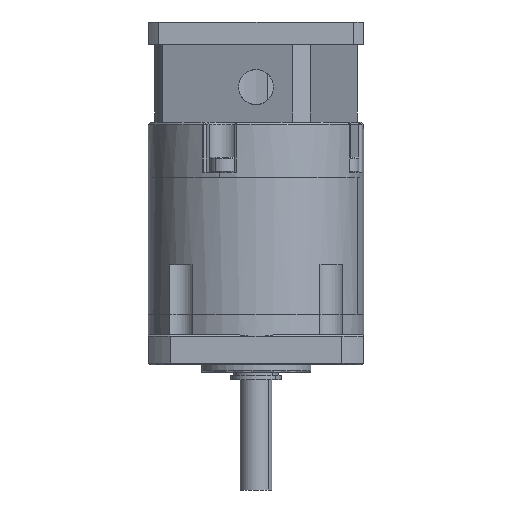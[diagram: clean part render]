
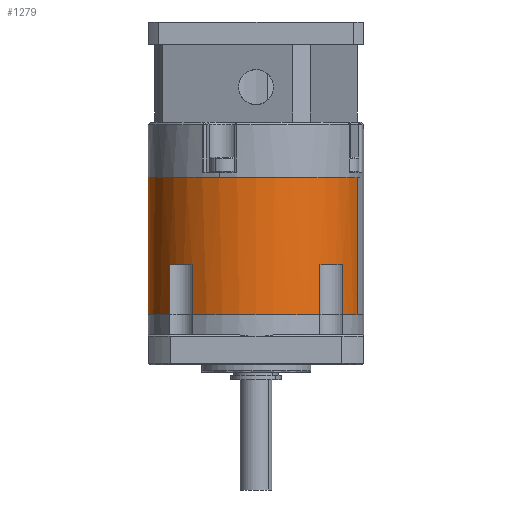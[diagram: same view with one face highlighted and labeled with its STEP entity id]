
A CAD part, left-side view. The second image highlights one B-rep face of the part: STEP entity #1279.
In plain terms, the highlighted cylindrical face has radius 21.5 mm (diameter 43 mm), a partial arc.
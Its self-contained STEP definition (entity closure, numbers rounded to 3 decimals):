
#121 = VERTEX_POINT ( 'NONE', #10543 ) ;
#164 = VERTEX_POINT ( 'NONE', #7556 ) ;
#173 = EDGE_CURVE ( 'NONE', #4716, #5574, #4091, .T. ) ;
#388 = CARTESIAN_POINT ( 'NONE',  ( -7.353, -20.203, 37.5 ) ) ;
#581 = DIRECTION ( 'NONE',  ( -0.342, -0.94, 0. ) ) ;
#768 = CARTESIAN_POINT ( 'NONE',  ( -17.288, -12.781, 15. ) ) ;
#915 = ORIENTED_EDGE ( 'NONE', *, *, #173, .T. ) ;
#1010 = AXIS2_PLACEMENT_3D ( 'NONE', #7087, #4107, #2091 ) ;
#1039 = CIRCLE ( 'NONE', #2072, 21.5 ) ;
#1055 = VERTEX_POINT ( 'NONE', #7946 ) ;
#1279 = ADVANCED_FACE ( 'NONE', ( #10830 ), #2792, .T. ) ;
#1379 = AXIS2_PLACEMENT_3D ( 'NONE', #2610, #9659, #3623 ) ;
#1408 = ORIENTED_EDGE ( 'NONE', *, *, #3461, .T. ) ;
#1471 = LINE ( 'NONE', #768, #4456 ) ;
#1473 = VECTOR ( 'NONE', #6422, 1000. ) ;
#2052 = ORIENTED_EDGE ( 'NONE', *, *, #6727, .T. ) ;
#2072 = AXIS2_PLACEMENT_3D ( 'NONE', #3534, #10592, #4550 ) ;
#2088 = EDGE_CURVE ( 'NONE', #8465, #8435, #2942, .T. ) ;
#2091 = DIRECTION ( 'NONE',  ( 0.342, 0.94, 0. ) ) ;
#2389 = CARTESIAN_POINT ( 'NONE',  ( -12.781, 17.288, 10. ) ) ;
#2610 = CARTESIAN_POINT ( 'NONE',  ( 0., 0., 10. ) ) ;
#2612 = VERTEX_POINT ( 'NONE', #4127 ) ;
#2688 = EDGE_CURVE ( 'NONE', #12143, #121, #4953, .T. ) ;
#2792 = CYLINDRICAL_SURFACE ( 'NONE', #1010, 21.5 ) ;
#2942 = CIRCLE ( 'NONE', #5653, 21.5 ) ;
#3038 = EDGE_CURVE ( 'NONE', #12143, #164, #9220, .T. ) ;
#3039 = EDGE_CURVE ( 'NONE', #1055, #5873, #1471, .T. ) ;
#3461 = EDGE_CURVE ( 'NONE', #3712, #8435, #12682, .T. ) ;
#3514 = CIRCLE ( 'NONE', #10359, 21.5 ) ;
#3534 = CARTESIAN_POINT ( 'NONE',  ( 0., 0., 20. ) ) ;
#3558 = ORIENTED_EDGE ( 'NONE', *, *, #2088, .F. ) ;
#3623 = DIRECTION ( 'NONE',  ( -0.342, -0.94, 0. ) ) ;
#3712 = VERTEX_POINT ( 'NONE', #2389 ) ;
#3749 = VERTEX_POINT ( 'NONE', #8503 ) ;
#3842 = VECTOR ( 'NONE', #9840, 1000. ) ;
#3851 = ORIENTED_EDGE ( 'NONE', *, *, #4479, .T. ) ;
#4091 = CIRCLE ( 'NONE', #4963, 21.5 ) ;
#4107 = DIRECTION ( 'NONE',  ( 0., 0., -1. ) ) ;
#4127 = CARTESIAN_POINT ( 'NONE',  ( -12.781, -17.288, 20. ) ) ;
#4253 = CARTESIAN_POINT ( 'NONE',  ( -17.288, 12.781, 20. ) ) ;
#4425 = CARTESIAN_POINT ( 'NONE',  ( 0., 0., 10. ) ) ;
#4433 = CARTESIAN_POINT ( 'NONE',  ( -7.353, -20.203, 10. ) ) ;
#4456 = VECTOR ( 'NONE', #4793, 1000. ) ;
#4479 = EDGE_CURVE ( 'NONE', #8465, #3749, #4519, .T. ) ;
#4519 = LINE ( 'NONE', #5018, #12284 ) ;
#4550 = DIRECTION ( 'NONE',  ( 0.342, 0.94, 0. ) ) ;
#4716 = VERTEX_POINT ( 'NONE', #11619 ) ;
#4793 = DIRECTION ( 'NONE',  ( 0., 0., 1. ) ) ;
#4953 = CIRCLE ( 'NONE', #12590, 21.5 ) ;
#4963 = AXIS2_PLACEMENT_3D ( 'NONE', #12651, #6599, #581 ) ;
#5018 = CARTESIAN_POINT ( 'NONE',  ( -17.288, 12.781, 15. ) ) ;
#5042 = ORIENTED_EDGE ( 'NONE', *, *, #3039, .T. ) ;
#5251 = CARTESIAN_POINT ( 'NONE',  ( 0., 0., 37.5 ) ) ;
#5411 = ORIENTED_EDGE ( 'NONE', *, *, #5850, .F. ) ;
#5451 = DIRECTION ( 'NONE',  ( -0.342, -0.94, 0. ) ) ;
#5562 = DIRECTION ( 'NONE',  ( 0., 0., -1. ) ) ;
#5574 = VERTEX_POINT ( 'NONE', #4433 ) ;
#5653 = AXIS2_PLACEMENT_3D ( 'NONE', #11615, #5562, #12627 ) ;
#5850 = EDGE_CURVE ( 'NONE', #2612, #5873, #1039, .T. ) ;
#5873 = VERTEX_POINT ( 'NONE', #6572 ) ;
#6022 = ORIENTED_EDGE ( 'NONE', *, *, #3038, .T. ) ;
#6267 = DIRECTION ( 'NONE',  ( -0.342, -0.94, 0. ) ) ;
#6352 = VECTOR ( 'NONE', #11214, 1000. ) ;
#6422 = DIRECTION ( 'NONE',  ( 0., 0., -1. ) ) ;
#6572 = CARTESIAN_POINT ( 'NONE',  ( -17.288, -12.781, 20. ) ) ;
#6599 = DIRECTION ( 'NONE',  ( 0., 0., 1. ) ) ;
#6727 = EDGE_CURVE ( 'NONE', #2612, #4716, #11724, .T. ) ;
#6793 = CARTESIAN_POINT ( 'NONE',  ( 7.353, 20.203, 37.5 ) ) ;
#7001 = DIRECTION ( 'NONE',  ( 0., 0., 1. ) ) ;
#7025 = DIRECTION ( 'NONE',  ( 0., 0., -1. ) ) ;
#7087 = CARTESIAN_POINT ( 'NONE',  ( 0., 0., 37.5 ) ) ;
#7138 = ORIENTED_EDGE ( 'NONE', *, *, #7793, .T. ) ;
#7168 = ORIENTED_EDGE ( 'NONE', *, *, #2688, .F. ) ;
#7556 = CARTESIAN_POINT ( 'NONE',  ( 7.353, 20.203, 10. ) ) ;
#7769 = EDGE_CURVE ( 'NONE', #121, #5574, #11572, .T. ) ;
#7793 = EDGE_CURVE ( 'NONE', #164, #3712, #3514, .T. ) ;
#7946 = CARTESIAN_POINT ( 'NONE',  ( -17.288, -12.781, 10. ) ) ;
#8435 = VERTEX_POINT ( 'NONE', #9294 ) ;
#8465 = VERTEX_POINT ( 'NONE', #4253 ) ;
#8480 = CIRCLE ( 'NONE', #1379, 21.5 ) ;
#8503 = CARTESIAN_POINT ( 'NONE',  ( -17.288, 12.781, 10. ) ) ;
#9220 = LINE ( 'NONE', #9804, #3842 ) ;
#9272 = EDGE_LOOP ( 'NONE', ( #9312, #7168, #6022, #7138, #1408, #3558, #3851, #11750, #5042, #5411, #2052, #915 ) ) ;
#9294 = CARTESIAN_POINT ( 'NONE',  ( -12.781, 17.288, 20. ) ) ;
#9312 = ORIENTED_EDGE ( 'NONE', *, *, #7769, .F. ) ;
#9659 = DIRECTION ( 'NONE',  ( 0., 0., 1. ) ) ;
#9804 = CARTESIAN_POINT ( 'NONE',  ( 7.353, 20.203, 37.5 ) ) ;
#9840 = DIRECTION ( 'NONE',  ( 0., 0., -1. ) ) ;
#10033 = VECTOR ( 'NONE', #7001, 1000. ) ;
#10202 = CARTESIAN_POINT ( 'NONE',  ( -12.781, -17.288, 15. ) ) ;
#10359 = AXIS2_PLACEMENT_3D ( 'NONE', #4425, #11503, #5451 ) ;
#10543 = CARTESIAN_POINT ( 'NONE',  ( -7.353, -20.203, 37.5 ) ) ;
#10592 = DIRECTION ( 'NONE',  ( 0., 0., -1. ) ) ;
#10830 = FACE_OUTER_BOUND ( 'NONE', #9272, .T. ) ;
#11214 = DIRECTION ( 'NONE',  ( 0., 0., -1. ) ) ;
#11503 = DIRECTION ( 'NONE',  ( 0., 0., 1. ) ) ;
#11572 = LINE ( 'NONE', #388, #1473 ) ;
#11615 = CARTESIAN_POINT ( 'NONE',  ( 0., 0., 20. ) ) ;
#11619 = CARTESIAN_POINT ( 'NONE',  ( -12.781, -17.288, 10. ) ) ;
#11724 = LINE ( 'NONE', #10202, #6352 ) ;
#11750 = ORIENTED_EDGE ( 'NONE', *, *, #12624, .T. ) ;
#12143 = VERTEX_POINT ( 'NONE', #6793 ) ;
#12284 = VECTOR ( 'NONE', #7025, 1000. ) ;
#12328 = DIRECTION ( 'NONE',  ( 0., 0., 1. ) ) ;
#12590 = AXIS2_PLACEMENT_3D ( 'NONE', #5251, #12328, #6267 ) ;
#12624 = EDGE_CURVE ( 'NONE', #3749, #1055, #8480, .T. ) ;
#12627 = DIRECTION ( 'NONE',  ( 0.342, 0.94, 0. ) ) ;
#12651 = CARTESIAN_POINT ( 'NONE',  ( 0., 0., 10. ) ) ;
#12682 = LINE ( 'NONE', #13052, #10033 ) ;
#13052 = CARTESIAN_POINT ( 'NONE',  ( -12.781, 17.288, 15. ) ) ;
